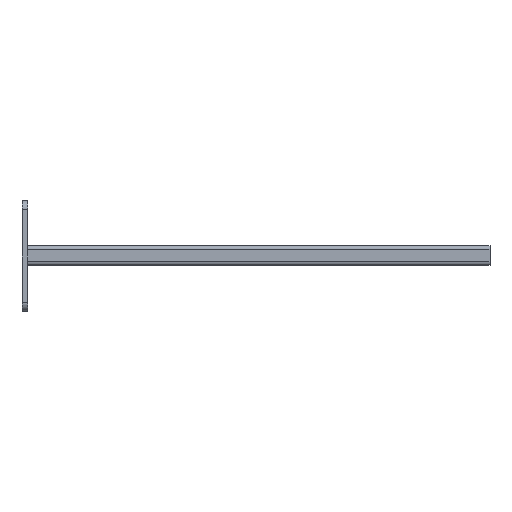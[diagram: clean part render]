
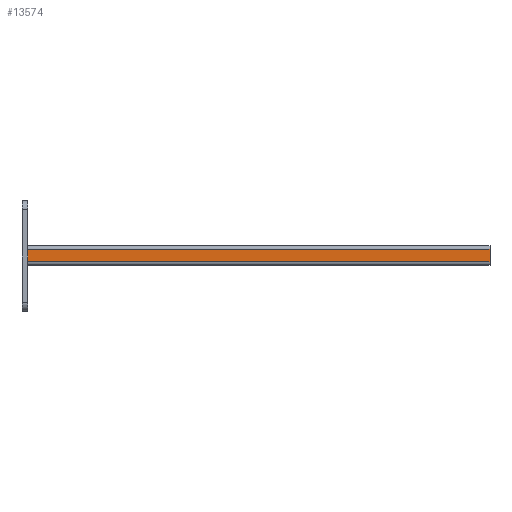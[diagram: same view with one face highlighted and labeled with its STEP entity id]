
A CAD part, front view. The second image highlights one B-rep face of the part: STEP entity #13574.
In plain terms, the highlighted face is planar.
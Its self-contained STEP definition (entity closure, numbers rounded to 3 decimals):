
#457 = LINE ( 'NONE', #15315, #5303 ) ;
#1649 = ORIENTED_EDGE ( 'NONE', *, *, #11956, .F. ) ;
#1949 = AXIS2_PLACEMENT_3D ( 'NONE', #16810, #19268, #14739 ) ;
#2180 = EDGE_LOOP ( 'NONE', ( #1649, #23037, #9577, #14896 ) ) ;
#2799 = VECTOR ( 'NONE', #3909, 1000. ) ;
#3909 = DIRECTION ( 'NONE',  ( 0., 0., 1. ) ) ;
#5252 = VECTOR ( 'NONE', #11407, 1000. ) ;
#5303 = VECTOR ( 'NONE', #13042, 1000. ) ;
#5406 = CARTESIAN_POINT ( 'NONE',  ( 20.5, 3.75, -500. ) ) ;
#7241 = VECTOR ( 'NONE', #8360, 1000. ) ;
#7455 = LINE ( 'NONE', #25580, #5252 ) ;
#8360 = DIRECTION ( 'NONE',  ( 0., 0., 1. ) ) ;
#9577 = ORIENTED_EDGE ( 'NONE', *, *, #22899, .T. ) ;
#11407 = DIRECTION ( 'NONE',  ( 0., 1., 0. ) ) ;
#11956 = EDGE_CURVE ( 'NONE', #25724, #25837, #7455, .T. ) ;
#13042 = DIRECTION ( 'NONE',  ( 0., 1., 0. ) ) ;
#13574 = ADVANCED_FACE ( 'NONE', ( #28832 ), #26315, .F. ) ;
#13804 = CARTESIAN_POINT ( 'NONE',  ( 20.5, 17.25, 0. ) ) ;
#14739 = DIRECTION ( 'NONE',  ( 0., 0., -1. ) ) ;
#14896 = ORIENTED_EDGE ( 'NONE', *, *, #21544, .T. ) ;
#15315 = CARTESIAN_POINT ( 'NONE',  ( 20.5, 0., -500. ) ) ;
#16810 = CARTESIAN_POINT ( 'NONE',  ( 20.5, 0., -250. ) ) ;
#17524 = EDGE_CURVE ( 'NONE', #23458, #25724, #28212, .T. ) ;
#17533 = CARTESIAN_POINT ( 'NONE',  ( 20.5, 17.25, -250. ) ) ;
#18070 = CARTESIAN_POINT ( 'NONE',  ( 20.5, 3.75, 0. ) ) ;
#19268 = DIRECTION ( 'NONE',  ( -1., 0., 0. ) ) ;
#21544 = EDGE_CURVE ( 'NONE', #26562, #25837, #25942, .T. ) ;
#22899 = EDGE_CURVE ( 'NONE', #23458, #26562, #457, .T. ) ;
#23037 = ORIENTED_EDGE ( 'NONE', *, *, #17524, .F. ) ;
#23458 = VERTEX_POINT ( 'NONE', #5406 ) ;
#23748 = CARTESIAN_POINT ( 'NONE',  ( 20.5, 17.25, -500. ) ) ;
#25580 = CARTESIAN_POINT ( 'NONE',  ( 20.5, 0., 0. ) ) ;
#25724 = VERTEX_POINT ( 'NONE', #18070 ) ;
#25837 = VERTEX_POINT ( 'NONE', #13804 ) ;
#25942 = LINE ( 'NONE', #17533, #7241 ) ;
#26315 = PLANE ( 'NONE',  #1949 ) ;
#26562 = VERTEX_POINT ( 'NONE', #23748 ) ;
#28212 = LINE ( 'NONE', #29618, #2799 ) ;
#28832 = FACE_OUTER_BOUND ( 'NONE', #2180, .T. ) ;
#29618 = CARTESIAN_POINT ( 'NONE',  ( 20.5, 3.75, -250. ) ) ;
